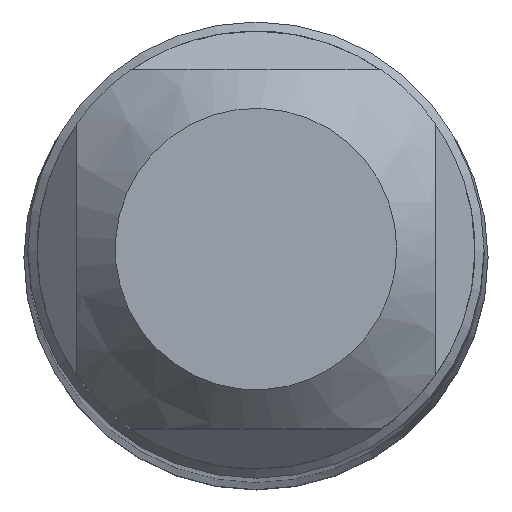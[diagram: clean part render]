
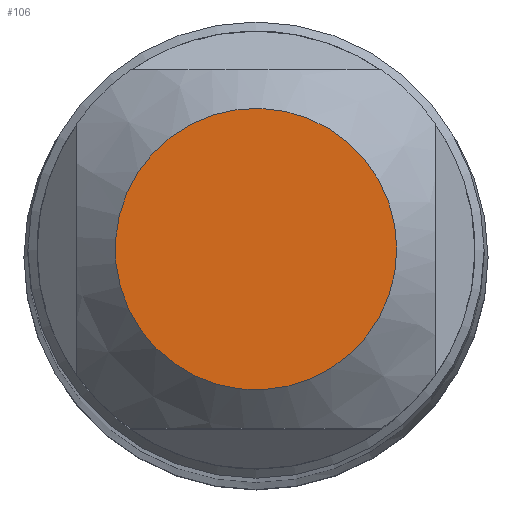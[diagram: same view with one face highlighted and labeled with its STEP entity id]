
A CAD part, top view. The second image highlights one B-rep face of the part: STEP entity #106.
In plain terms, the highlighted planar face has unit normal (0, 0, 1).
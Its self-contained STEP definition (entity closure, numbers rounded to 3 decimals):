
#71=PLANE('',#434);
#83=FACE_OUTER_BOUND('',#176,.T.);
#106=ADVANCED_FACE('',(#83),#71,.F.);
#176=EDGE_LOOP('',(#216));
#216=ORIENTED_EDGE('',*,*,#321,.T.);
#289=VERTEX_POINT('',#640);
#321=EDGE_CURVE('',#289,#289,#360,.T.);
#360=CIRCLE('',#433,2.16);
#433=AXIS2_PLACEMENT_3D('',#639,#503,#504);
#434=AXIS2_PLACEMENT_3D('',#641,#505,#506);
#503=DIRECTION('',(0.,0.,1.));
#504=DIRECTION('',(1.,0.,0.));
#505=DIRECTION('',(0.,0.,-1.));
#506=DIRECTION('',(-1.,0.,0.));
#639=CARTESIAN_POINT('',(0.,0.,0.));
#640=CARTESIAN_POINT('',(2.16,0.,0.));
#641=CARTESIAN_POINT('',(3.7,0.,0.));
